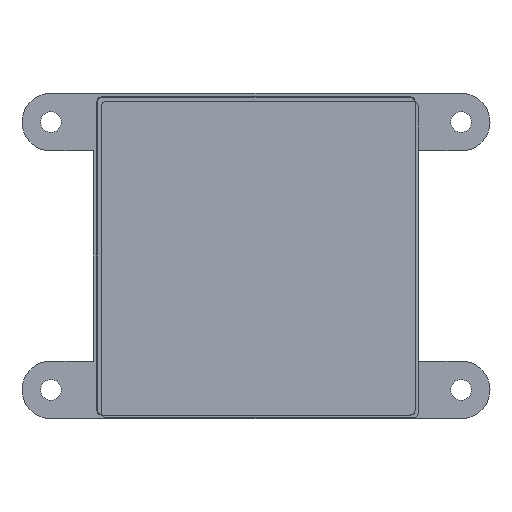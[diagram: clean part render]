
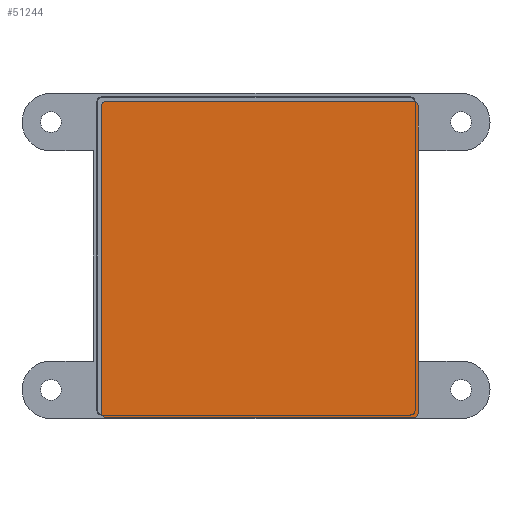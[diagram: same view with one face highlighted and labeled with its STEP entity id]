
A CAD part, front view. The second image highlights one B-rep face of the part: STEP entity #51244.
In plain terms, the highlighted planar face has unit normal (0, -1, 0).
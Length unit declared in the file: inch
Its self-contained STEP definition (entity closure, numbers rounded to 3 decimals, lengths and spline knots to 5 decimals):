
#563 = VERTEX_POINT ( 'NONE', #108009 ) ;
#3381 = VECTOR ( 'NONE', #126182, 39.37008 ) ;
#4407 = EDGE_CURVE ( 'NONE', #563, #183654, #69678, .T. ) ;
#10360 = CARTESIAN_POINT ( 'NONE',  ( -1.07, 0., -1.03801 ) ) ;
#11366 = CARTESIAN_POINT ( 'NONE',  ( 1.07, 0., 1.05675 ) ) ;
#14969 = DIRECTION ( 'NONE',  ( 0., 0., 1. ) ) ;
#16945 = CARTESIAN_POINT ( 'NONE',  ( -1.07, 0., 1.05675 ) ) ;
#18810 = CARTESIAN_POINT ( 'NONE',  ( -1.05675, 0., 1.07 ) ) ;
#20962 = VECTOR ( 'NONE', #159781, 39.37008 ) ;
#21019 =( BOUNDED_CURVE ( )  B_SPLINE_CURVE ( 3, ( #76469, #18810, #16945, #31578 ),
 .UNSPECIFIED., .F., .T. ) 
 B_SPLINE_CURVE_WITH_KNOTS ( ( 4, 4 ),
 ( 5.49813, 7.06824 ),
 .UNSPECIFIED. ) 
 CURVE ( )  GEOMETRIC_REPRESENTATION_ITEM ( )  RATIONAL_B_SPLINE_CURVE ( ( 1., 0.805, 0.805, 1. ) ) 
 REPRESENTATION_ITEM ( '' )  );
#21635 = EDGE_CURVE ( 'NONE', #53150, #130133, #21019, .T. ) ;
#22692 = FACE_OUTER_BOUND ( 'NONE', #37103, .T. ) ;
#27195 = VERTEX_POINT ( 'NONE', #28406 ) ;
#28406 = CARTESIAN_POINT ( 'NONE',  ( -1.03801, 0., -1.07 ) ) ;
#29107 = CARTESIAN_POINT ( 'NONE',  ( -1.07, 0., 1.07 ) ) ;
#31578 = CARTESIAN_POINT ( 'NONE',  ( -1.07, 0., 1.03801 ) ) ;
#32706 =( BOUNDED_CURVE ( )  B_SPLINE_CURVE ( 3, ( #131031, #11366, #173967, #158603 ),
 .UNSPECIFIED., .F., .F. ) 
 B_SPLINE_CURVE_WITH_KNOTS ( ( 4, 4 ),
 ( 5.49813, 7.06824 ),
 .UNSPECIFIED. ) 
 CURVE ( )  GEOMETRIC_REPRESENTATION_ITEM ( )  RATIONAL_B_SPLINE_CURVE ( ( 1., 0.805, 0.805, 1. ) ) 
 REPRESENTATION_ITEM ( '' )  );
#35610 = ORIENTED_EDGE ( 'NONE', *, *, #189356, .F. ) ;
#37103 = EDGE_LOOP ( 'NONE', ( #151857, #173056, #129051, #68611, #41225, #64669, #35610, #53287 ) ) ;
#41225 = ORIENTED_EDGE ( 'NONE', *, *, #118389, .F. ) ;
#44872 = DIRECTION ( 'NONE',  ( 0., 1., 0. ) ) ;
#46096 = CARTESIAN_POINT ( 'NONE',  ( 1.03801, 0., 1.07 ) ) ;
#47139 =( BOUNDED_CURVE ( )  B_SPLINE_CURVE ( 3, ( #10360, #66048, #69896, #129986 ),
 .UNSPECIFIED., .F., .T. ) 
 B_SPLINE_CURVE_WITH_KNOTS ( ( 4, 4 ),
 ( 5.49813, 7.06824 ),
 .UNSPECIFIED. ) 
 CURVE ( )  GEOMETRIC_REPRESENTATION_ITEM ( )  RATIONAL_B_SPLINE_CURVE ( ( 1., 0.805, 0.805, 1. ) ) 
 REPRESENTATION_ITEM ( '' )  );
#48060 = PLANE ( 'NONE',  #167210 ) ;
#50080 = LINE ( 'NONE', #155496, #98330 ) ;
#51244 = ADVANCED_FACE ( 'NONE', ( #22692 ), #48060, .F. ) ;
#52218 = LINE ( 'NONE', #71213, #164542 ) ;
#53150 = VERTEX_POINT ( 'NONE', #87770 ) ;
#53287 = ORIENTED_EDGE ( 'NONE', *, *, #21635, .T. ) ;
#64669 = ORIENTED_EDGE ( 'NONE', *, *, #147559, .T. ) ;
#66048 = CARTESIAN_POINT ( 'NONE',  ( -1.07, 0., -1.05675 ) ) ;
#68611 = ORIENTED_EDGE ( 'NONE', *, *, #4407, .T. ) ;
#69678 =( BOUNDED_CURVE ( )  B_SPLINE_CURVE ( 3, ( #142005, #157397, #143285, #101059 ),
 .UNSPECIFIED., .F., .T. ) 
 B_SPLINE_CURVE_WITH_KNOTS ( ( 4, 4 ),
 ( 5.49813, 7.06824 ),
 .UNSPECIFIED. ) 
 CURVE ( )  GEOMETRIC_REPRESENTATION_ITEM ( )  RATIONAL_B_SPLINE_CURVE ( ( 1., 0.805, 0.805, 1. ) ) 
 REPRESENTATION_ITEM ( '' )  );
#69896 = CARTESIAN_POINT ( 'NONE',  ( -1.05675, 0., -1.07 ) ) ;
#70871 = CARTESIAN_POINT ( 'NONE',  ( 1.07, 0., -1.03801 ) ) ;
#71213 = CARTESIAN_POINT ( 'NONE',  ( 1.07, 0., -1.07 ) ) ;
#76469 = CARTESIAN_POINT ( 'NONE',  ( -1.03801, 0., 1.07 ) ) ;
#79382 = DIRECTION ( 'NONE',  ( -1., 0., 0. ) ) ;
#87770 = CARTESIAN_POINT ( 'NONE',  ( -1.03801, 0., 1.07 ) ) ;
#89722 = LINE ( 'NONE', #29107, #20962 ) ;
#98330 = VECTOR ( 'NONE', #79382, 39.37008 ) ;
#99032 = EDGE_CURVE ( 'NONE', #563, #27195, #50080, .T. ) ;
#100322 = CARTESIAN_POINT ( 'NONE',  ( -1.07, 0., 1.03801 ) ) ;
#101059 = CARTESIAN_POINT ( 'NONE',  ( 1.07, 0., -1.03801 ) ) ;
#102630 = CARTESIAN_POINT ( 'NONE',  ( -1.07, 0., 1.07 ) ) ;
#108009 = CARTESIAN_POINT ( 'NONE',  ( 1.03801, 0., -1.07 ) ) ;
#114083 = DIRECTION ( 'NONE',  ( 0., 0., -1. ) ) ;
#114970 = EDGE_CURVE ( 'NONE', #139417, #130133, #129464, .T. ) ;
#115001 = EDGE_CURVE ( 'NONE', #139417, #27195, #47139, .T. ) ;
#118389 = EDGE_CURVE ( 'NONE', #143292, #183654, #52218, .T. ) ;
#126182 = DIRECTION ( 'NONE',  ( 0., 0., 1. ) ) ;
#129051 = ORIENTED_EDGE ( 'NONE', *, *, #99032, .F. ) ;
#129464 = LINE ( 'NONE', #140314, #3381 ) ;
#129986 = CARTESIAN_POINT ( 'NONE',  ( -1.03801, 0., -1.07 ) ) ;
#130133 = VERTEX_POINT ( 'NONE', #100322 ) ;
#130460 = CARTESIAN_POINT ( 'NONE',  ( -1.07, 0., -1.03801 ) ) ;
#131031 = CARTESIAN_POINT ( 'NONE',  ( 1.07, 0., 1.03801 ) ) ;
#139417 = VERTEX_POINT ( 'NONE', #130460 ) ;
#140314 = CARTESIAN_POINT ( 'NONE',  ( -1.07, 0., -1.07 ) ) ;
#142005 = CARTESIAN_POINT ( 'NONE',  ( 1.03801, 0., -1.07 ) ) ;
#143285 = CARTESIAN_POINT ( 'NONE',  ( 1.07, 0., -1.05675 ) ) ;
#143292 = VERTEX_POINT ( 'NONE', #170694 ) ;
#147559 = EDGE_CURVE ( 'NONE', #143292, #165714, #32706, .T. ) ;
#151857 = ORIENTED_EDGE ( 'NONE', *, *, #114970, .F. ) ;
#155496 = CARTESIAN_POINT ( 'NONE',  ( -1.07, 0., -1.07 ) ) ;
#157397 = CARTESIAN_POINT ( 'NONE',  ( 1.05675, 0., -1.07 ) ) ;
#158603 = CARTESIAN_POINT ( 'NONE',  ( 1.03801, 0., 1.07 ) ) ;
#159781 = DIRECTION ( 'NONE',  ( 1., 0., 0. ) ) ;
#164542 = VECTOR ( 'NONE', #114083, 39.37008 ) ;
#165714 = VERTEX_POINT ( 'NONE', #46096 ) ;
#167210 = AXIS2_PLACEMENT_3D ( 'NONE', #102630, #44872, #14969 ) ;
#170694 = CARTESIAN_POINT ( 'NONE',  ( 1.07, 0., 1.03801 ) ) ;
#173056 = ORIENTED_EDGE ( 'NONE', *, *, #115001, .T. ) ;
#173967 = CARTESIAN_POINT ( 'NONE',  ( 1.05675, 0., 1.07 ) ) ;
#183654 = VERTEX_POINT ( 'NONE', #70871 ) ;
#189356 = EDGE_CURVE ( 'NONE', #53150, #165714, #89722, .T. ) ;
